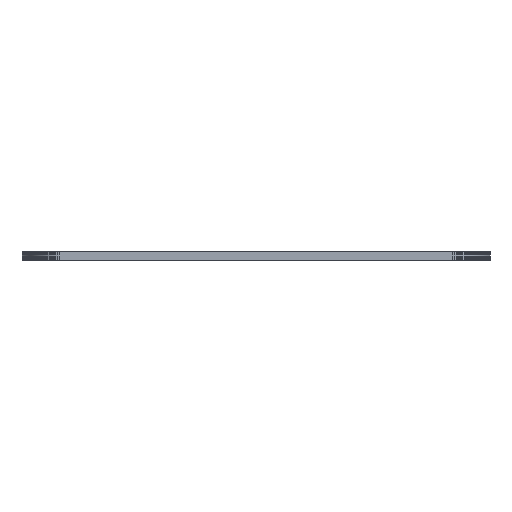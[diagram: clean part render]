
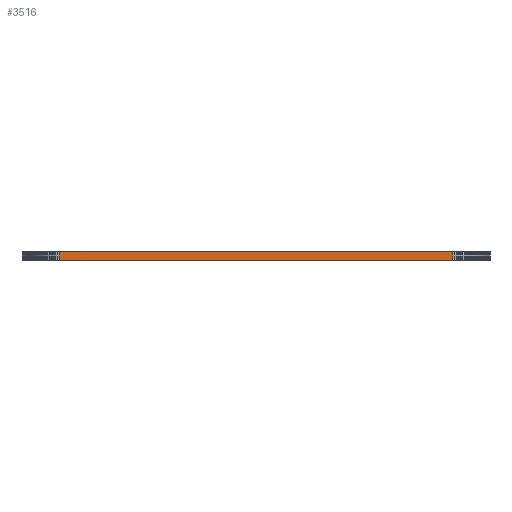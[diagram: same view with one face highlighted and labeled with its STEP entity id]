
A CAD part, front view. The second image highlights one B-rep face of the part: STEP entity #3516.
In plain terms, the highlighted planar face has unit normal (0, -1, 0).
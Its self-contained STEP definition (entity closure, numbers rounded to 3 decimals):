
#3491 = VERTEX_POINT('',#3492);
#3492 = CARTESIAN_POINT('',(181.934,-122.419,1.51));
#3498 = EDGE_CURVE('',#3499,#3491,#3501,.T.);
#3499 = VERTEX_POINT('',#3500);
#3500 = CARTESIAN_POINT('',(181.934,-122.419,0.));
#3501 = LINE('',#3502,#3503);
#3502 = CARTESIAN_POINT('',(181.934,-122.419,0.));
#3503 = VECTOR('',#3504,1.);
#3504 = DIRECTION('',(0.,0.,1.));
#3516 = ADVANCED_FACE('',(#3517),#3542,.T.);
#3517 = FACE_BOUND('',#3518,.T.);
#3518 = EDGE_LOOP('',(#3519,#3520,#3528,#3536));
#3519 = ORIENTED_EDGE('',*,*,#3498,.T.);
#3520 = ORIENTED_EDGE('',*,*,#3521,.T.);
#3521 = EDGE_CURVE('',#3491,#3522,#3524,.T.);
#3522 = VERTEX_POINT('',#3523);
#3523 = CARTESIAN_POINT('',(110.892,-122.419,1.51));
#3524 = LINE('',#3525,#3526);
#3525 = CARTESIAN_POINT('',(181.934,-122.419,1.51));
#3526 = VECTOR('',#3527,1.);
#3527 = DIRECTION('',(-1.,0.,0.));
#3528 = ORIENTED_EDGE('',*,*,#3529,.F.);
#3529 = EDGE_CURVE('',#3530,#3522,#3532,.T.);
#3530 = VERTEX_POINT('',#3531);
#3531 = CARTESIAN_POINT('',(110.892,-122.419,0.));
#3532 = LINE('',#3533,#3534);
#3533 = CARTESIAN_POINT('',(110.892,-122.419,0.));
#3534 = VECTOR('',#3535,1.);
#3535 = DIRECTION('',(0.,0.,1.));
#3536 = ORIENTED_EDGE('',*,*,#3537,.F.);
#3537 = EDGE_CURVE('',#3499,#3530,#3538,.T.);
#3538 = LINE('',#3539,#3540);
#3539 = CARTESIAN_POINT('',(181.934,-122.419,0.));
#3540 = VECTOR('',#3541,1.);
#3541 = DIRECTION('',(-1.,0.,0.));
#3542 = PLANE('',#3543);
#3543 = AXIS2_PLACEMENT_3D('',#3544,#3545,#3546);
#3544 = CARTESIAN_POINT('',(181.934,-122.419,0.));
#3545 = DIRECTION('',(0.,-1.,0.));
#3546 = DIRECTION('',(-1.,0.,0.));
